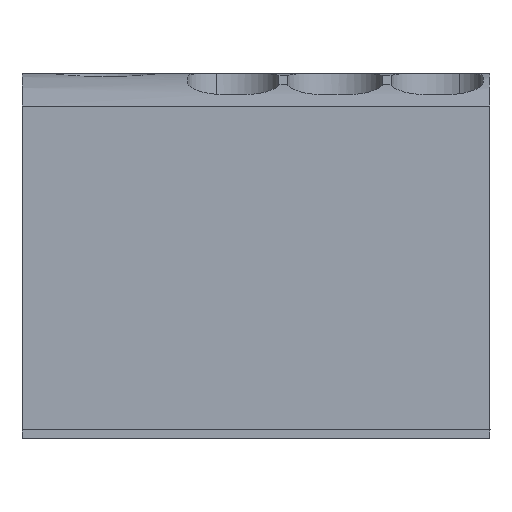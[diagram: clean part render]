
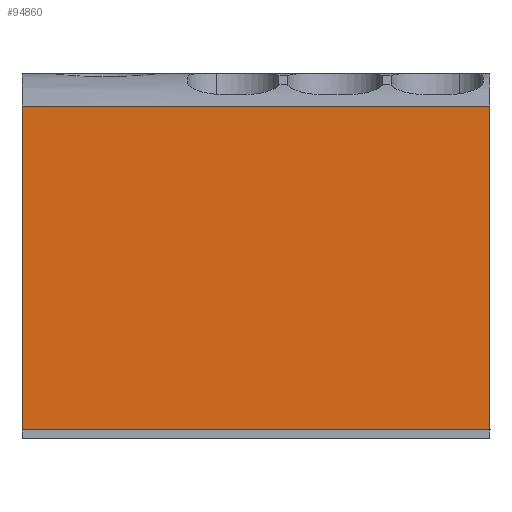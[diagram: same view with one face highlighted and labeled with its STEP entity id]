
A CAD part, front view. The second image highlights one B-rep face of the part: STEP entity #94860.
In plain terms, the highlighted face is planar.
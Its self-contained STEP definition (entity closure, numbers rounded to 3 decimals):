
#12660=CARTESIAN_POINT('',(-307.1,15.25,
158.025));
#12670=DIRECTION('',(0.,0.,1.));
#12680=DIRECTION('',(-1.,0.,0.));
#12690=AXIS2_PLACEMENT_3D('',#12660,#12670,#12680);
#12700=CYLINDRICAL_SURFACE('',#12690,15.);
#74490=CARTESIAN_POINT('',(-314.45,9.1,
181.45));
#74500=VERTEX_POINT('',#74490);
#74650=CARTESIAN_POINT('',(-314.45,9.1,
153.6));
#74660=VERTEX_POINT('',#74650);
#74690=CARTESIAN_POINT('',(-314.45,9.1,
174.775));
#74700=DIRECTION('',(0.,0.,-1.));
#74710=VECTOR('',#74700,1.);
#74720=LINE('',#74690,#74710);
#74730=EDGE_CURVE('',#74500,#74660,#74720,.T.);
#80340=CARTESIAN_POINT('',(-314.45,28.326,
181.45));
#80350=VERTEX_POINT('',#80340);
#80380=CARTESIAN_POINT('',(-314.45,13.8,
151.875));
#80390=DIRECTION('',(-1.,0.,0.));
#80400=DIRECTION('',(0.,0.,-1.));
#80410=AXIS2_PLACEMENT_3D('',#80380,#80390,#80400);
#80420=PLANE('',#80410);
#80430=CARTESIAN_POINT('',(-314.45,28.326,
153.6));
#80440=CARTESIAN_POINT('',(-314.45,28.326,
155.921));
#80450=CARTESIAN_POINT('',(-314.45,28.326,
158.242));
#80460=CARTESIAN_POINT('',(-314.45,28.326,
160.563));
#80470=CARTESIAN_POINT('',(-314.45,28.326,
162.883));
#80480=CARTESIAN_POINT('',(-314.45,28.326,
165.204));
#80490=CARTESIAN_POINT('',(-314.45,28.326,
167.525));
#80500=CARTESIAN_POINT('',(-314.45,28.326,
169.846));
#80510=CARTESIAN_POINT('',(-314.45,28.326,
172.167));
#80520=CARTESIAN_POINT('',(-314.45,28.326,
174.488));
#80530=CARTESIAN_POINT('',(-314.45,28.326,
176.808));
#80540=CARTESIAN_POINT('',(-314.45,28.326,
179.129));
#80550=CARTESIAN_POINT('',(-314.45,28.326,
181.45));
#80560=B_SPLINE_CURVE_WITH_KNOTS('',3,(#80430,#80440,#80450,#80460,
#80470,#80480,#80490,#80500,#80510,#80520,#80530,#80540,#80550),
.UNSPECIFIED.,.F.,.F.,(4,3,3,3,4),(0.,6.962,13.925,
20.887,27.85),.UNSPECIFIED.);
#80570=SURFACE_CURVE('',#80560,(#80420,#12700),.CURVE_3D.);
#80580=CARTESIAN_POINT('',(-314.45,28.326,
153.6));
#80590=VERTEX_POINT('',#80580);
#80600=EDGE_CURVE('',#80590,#80350,#80570,.T.);
#85810=CARTESIAN_POINT('',(-314.45,11.75,
153.6));
#85820=DIRECTION('',(0.,-1.,0.));
#85830=VECTOR('',#85820,1.);
#85840=LINE('',#85810,#85830);
#85850=EDGE_CURVE('',#80590,#74660,#85840,.T.);
#94750=ORIENTED_EDGE('',*,*,#80600,.F.);
#94760=CARTESIAN_POINT('',(-314.45,11.75,
181.45));
#94770=DIRECTION('',(0.,-1.,0.));
#94780=VECTOR('',#94770,1.);
#94790=LINE('',#94760,#94780);
#94800=EDGE_CURVE('',#80350,#74500,#94790,.T.);
#94810=ORIENTED_EDGE('',*,*,#94800,.F.);
#94820=ORIENTED_EDGE('',*,*,#74730,.F.);
#94830=ORIENTED_EDGE('',*,*,#85850,.T.);
#94840=EDGE_LOOP('',(#94830,#94820,#94810,#94750));
#94850=FACE_OUTER_BOUND('',#94840,.T.);
#94860=ADVANCED_FACE('',(#94850),#80420,.T.);
